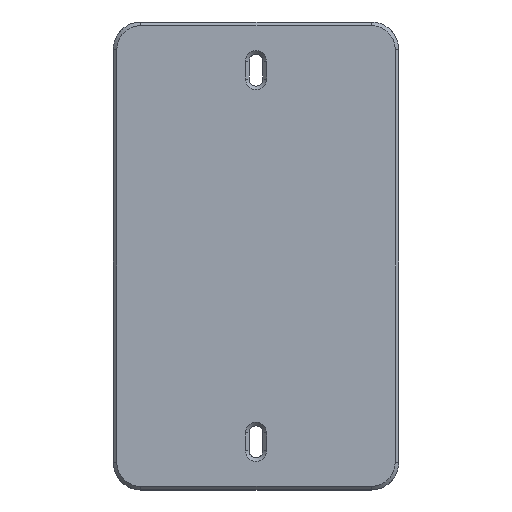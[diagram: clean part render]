
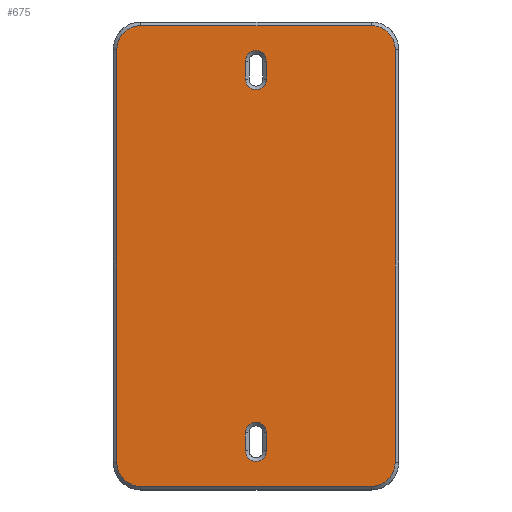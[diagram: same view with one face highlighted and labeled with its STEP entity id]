
A CAD part, top view. The second image highlights one B-rep face of the part: STEP entity #675.
In plain terms, the highlighted free-form (B-spline) face has degree [1, 1] with [2, 2] control points.
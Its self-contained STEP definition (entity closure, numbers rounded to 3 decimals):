
#450 = VERTEX_POINT('',#451);
#451 = CARTESIAN_POINT('',(-41.507,-61.529,
    36.984));
#456 = EDGE_CURVE('',#450,#457,#459,.T.);
#457 = VERTEX_POINT('',#458);
#458 = CARTESIAN_POINT('',(-41.507,61.529,
    36.984));
#459 = B_SPLINE_CURVE_WITH_KNOTS('',1,(#460,#461),.UNSPECIFIED.,.F.,.F.,
  (2,2),(-72.475,20.025),.PIECEWISE_BEZIER_KNOTS.);
#460 = CARTESIAN_POINT('',(-41.507,-61.529,
    36.984));
#461 = CARTESIAN_POINT('',(-41.507,61.529,
    36.984));
#480 = VERTEX_POINT('',#481);
#481 = CARTESIAN_POINT('',(-34.323,-68.713,
    36.984));
#486 = EDGE_CURVE('',#480,#450,#487,.T.);
#487 = ( BOUNDED_CURVE() B_SPLINE_CURVE(2,(#488,#489,#490),
.UNSPECIFIED.,.F.,.F.) B_SPLINE_CURVE_WITH_KNOTS((3,3),(5.498,
7.069),.PIECEWISE_BEZIER_KNOTS.) CURVE() 
GEOMETRIC_REPRESENTATION_ITEM() RATIONAL_B_SPLINE_CURVE((1.,
0.707,1.)) REPRESENTATION_ITEM('') );
#488 = CARTESIAN_POINT('',(-34.323,-68.713,
    36.984));
#489 = CARTESIAN_POINT('',(-41.507,-68.713,
    36.984));
#490 = CARTESIAN_POINT('',(-41.507,-61.529,
    36.984));
#503 = VERTEX_POINT('',#504);
#504 = CARTESIAN_POINT('',(34.323,-68.713,
    36.984));
#509 = EDGE_CURVE('',#503,#480,#510,.T.);
#510 = B_SPLINE_CURVE_WITH_KNOTS('',1,(#511,#512),.UNSPECIFIED.,.F.,.F.,
  (2,2),(-41.8,9.8),.PIECEWISE_BEZIER_KNOTS.);
#511 = CARTESIAN_POINT('',(34.323,-68.713,
    36.984));
#512 = CARTESIAN_POINT('',(-34.323,-68.713,
    36.984));
#534 = VERTEX_POINT('',#535);
#535 = CARTESIAN_POINT('',(41.507,-61.529,
    36.984));
#540 = EDGE_CURVE('',#534,#503,#541,.T.);
#541 = ( BOUNDED_CURVE() B_SPLINE_CURVE(2,(#542,#543,#544),
.UNSPECIFIED.,.F.,.F.) B_SPLINE_CURVE_WITH_KNOTS((3,3),(5.498,
7.069),.PIECEWISE_BEZIER_KNOTS.) CURVE() 
GEOMETRIC_REPRESENTATION_ITEM() RATIONAL_B_SPLINE_CURVE((1.,
0.707,1.)) REPRESENTATION_ITEM('') );
#542 = CARTESIAN_POINT('',(41.507,-61.529,
    36.984));
#543 = CARTESIAN_POINT('',(41.507,-68.713,
    36.984));
#544 = CARTESIAN_POINT('',(34.323,-68.713,
    36.984));
#559 = VERTEX_POINT('',#560);
#560 = CARTESIAN_POINT('',(41.507,61.529,
    36.984));
#565 = EDGE_CURVE('',#559,#534,#566,.T.);
#566 = B_SPLINE_CURVE_WITH_KNOTS('',1,(#567,#568),.UNSPECIFIED.,.F.,.F.,
  (2,2),(-72.475,20.025),.PIECEWISE_BEZIER_KNOTS.);
#567 = CARTESIAN_POINT('',(41.507,61.529,
    36.984));
#568 = CARTESIAN_POINT('',(41.507,-61.529,
    36.984));
#594 = VERTEX_POINT('',#595);
#595 = CARTESIAN_POINT('',(34.323,68.713,
    36.984));
#600 = EDGE_CURVE('',#594,#559,#601,.T.);
#601 = ( BOUNDED_CURVE() B_SPLINE_CURVE(2,(#602,#603,#604),
.UNSPECIFIED.,.F.,.F.) B_SPLINE_CURVE_WITH_KNOTS((3,3),(5.498,
7.069),.PIECEWISE_BEZIER_KNOTS.) CURVE() 
GEOMETRIC_REPRESENTATION_ITEM() RATIONAL_B_SPLINE_CURVE((1.,
0.707,1.)) REPRESENTATION_ITEM('') );
#602 = CARTESIAN_POINT('',(34.323,68.713,
    36.984));
#603 = CARTESIAN_POINT('',(41.507,68.713,
    36.984));
#604 = CARTESIAN_POINT('',(41.507,61.529,
    36.984));
#617 = VERTEX_POINT('',#618);
#618 = CARTESIAN_POINT('',(-34.323,68.713,
    36.984));
#623 = EDGE_CURVE('',#617,#594,#624,.T.);
#624 = B_SPLINE_CURVE_WITH_KNOTS('',1,(#625,#626),.UNSPECIFIED.,.F.,.F.,
  (2,2),(-41.8,9.8),.PIECEWISE_BEZIER_KNOTS.);
#625 = CARTESIAN_POINT('',(-34.323,68.713,
    36.984));
#626 = CARTESIAN_POINT('',(34.323,68.713,
    36.984));
#645 = EDGE_CURVE('',#457,#617,#646,.T.);
#646 = ( BOUNDED_CURVE() B_SPLINE_CURVE(2,(#647,#648,#649),
.UNSPECIFIED.,.F.,.F.) B_SPLINE_CURVE_WITH_KNOTS((3,3),(5.498,
7.069),.PIECEWISE_BEZIER_KNOTS.) CURVE() 
GEOMETRIC_REPRESENTATION_ITEM() RATIONAL_B_SPLINE_CURVE((1.,
0.707,1.)) REPRESENTATION_ITEM('') );
#647 = CARTESIAN_POINT('',(-41.507,61.529,
    36.984));
#648 = CARTESIAN_POINT('',(-41.507,68.713,
    36.984));
#649 = CARTESIAN_POINT('',(-34.323,68.713,
    36.984));
#675 = ADVANCED_FACE('',(#676,#686,#722),#758,.T.);
#676 = FACE_BOUND('',#677,.T.);
#677 = EDGE_LOOP('',(#678,#679,#680,#681,#682,#683,#684,#685));
#678 = ORIENTED_EDGE('',*,*,#456,.F.);
#679 = ORIENTED_EDGE('',*,*,#486,.F.);
#680 = ORIENTED_EDGE('',*,*,#509,.F.);
#681 = ORIENTED_EDGE('',*,*,#540,.F.);
#682 = ORIENTED_EDGE('',*,*,#565,.F.);
#683 = ORIENTED_EDGE('',*,*,#600,.F.);
#684 = ORIENTED_EDGE('',*,*,#623,.F.);
#685 = ORIENTED_EDGE('',*,*,#645,.F.);
#686 = FACE_BOUND('',#687,.T.);
#687 = EDGE_LOOP('',(#688,#697,#707,#714));
#688 = ORIENTED_EDGE('',*,*,#689,.F.);
#689 = EDGE_CURVE('',#690,#692,#694,.T.);
#690 = VERTEX_POINT('',#691);
#691 = CARTESIAN_POINT('',(-3.14,58.07,
    36.984));
#692 = VERTEX_POINT('',#693);
#693 = CARTESIAN_POINT('',(-3.14,52.749,
    36.984));
#694 = B_SPLINE_CURVE_WITH_KNOTS('',1,(#695,#696),.UNSPECIFIED.,.F.,.F.,
  (2,2),(-23.825,-19.825),.PIECEWISE_BEZIER_KNOTS.);
#695 = CARTESIAN_POINT('',(-3.14,58.07,
    36.984));
#696 = CARTESIAN_POINT('',(-3.14,52.749,
    36.984));
#697 = ORIENTED_EDGE('',*,*,#698,.F.);
#698 = EDGE_CURVE('',#699,#690,#701,.T.);
#699 = VERTEX_POINT('',#700);
#700 = CARTESIAN_POINT('',(3.14,58.07,36.984
    ));
#701 = ( BOUNDED_CURVE() B_SPLINE_CURVE(2,(#702,#703,#704,#705,#706),
.UNSPECIFIED.,.F.,.F.) B_SPLINE_CURVE_WITH_KNOTS((3,2,3),(0.,
1.571,3.142),.PIECEWISE_BEZIER_KNOTS.) CURVE() 
GEOMETRIC_REPRESENTATION_ITEM() RATIONAL_B_SPLINE_CURVE((1.,
0.707,1.,0.707,1.)) REPRESENTATION_ITEM('') );
#702 = CARTESIAN_POINT('',(3.14,58.07,36.984
    ));
#703 = CARTESIAN_POINT('',(3.14,61.21,36.984
    ));
#704 = CARTESIAN_POINT('',(0.,61.21,
    36.984));
#705 = CARTESIAN_POINT('',(-3.14,61.21,
    36.984));
#706 = CARTESIAN_POINT('',(-3.14,58.07,
    36.984));
#707 = ORIENTED_EDGE('',*,*,#708,.F.);
#708 = EDGE_CURVE('',#709,#699,#711,.T.);
#709 = VERTEX_POINT('',#710);
#710 = CARTESIAN_POINT('',(3.14,52.749,36.984
    ));
#711 = B_SPLINE_CURVE_WITH_KNOTS('',1,(#712,#713),.UNSPECIFIED.,.F.,.F.,
  (2,2),(17.825,21.825),.PIECEWISE_BEZIER_KNOTS.);
#712 = CARTESIAN_POINT('',(3.14,52.749,36.984
    ));
#713 = CARTESIAN_POINT('',(3.14,58.07,36.984
    ));
#714 = ORIENTED_EDGE('',*,*,#715,.F.);
#715 = EDGE_CURVE('',#692,#709,#716,.T.);
#716 = ( BOUNDED_CURVE() B_SPLINE_CURVE(2,(#717,#718,#719,#720,#721),
.UNSPECIFIED.,.F.,.F.) B_SPLINE_CURVE_WITH_KNOTS((3,2,3),(3.142,
4.712,6.283),.PIECEWISE_BEZIER_KNOTS.) CURVE() 
GEOMETRIC_REPRESENTATION_ITEM() RATIONAL_B_SPLINE_CURVE((1.,
0.707,1.,0.707,1.)) REPRESENTATION_ITEM('') );
#717 = CARTESIAN_POINT('',(-3.14,52.749,
    36.984));
#718 = CARTESIAN_POINT('',(-3.14,49.609,
    36.984));
#719 = CARTESIAN_POINT('',(0.,49.609,
    36.984));
#720 = CARTESIAN_POINT('',(3.14,49.609,36.984
    ));
#721 = CARTESIAN_POINT('',(3.14,52.749,36.984
    ));
#722 = FACE_BOUND('',#723,.T.);
#723 = EDGE_LOOP('',(#724,#736,#743,#753));
#724 = ORIENTED_EDGE('',*,*,#725,.F.);
#725 = EDGE_CURVE('',#726,#728,#730,.T.);
#726 = VERTEX_POINT('',#727);
#727 = CARTESIAN_POINT('',(-3.14,-58.07,36.984
    ));
#728 = VERTEX_POINT('',#729);
#729 = CARTESIAN_POINT('',(3.14,-58.07,36.984)
  );
#730 = ( BOUNDED_CURVE() B_SPLINE_CURVE(2,(#731,#732,#733,#734,#735),
.UNSPECIFIED.,.F.,.F.) B_SPLINE_CURVE_WITH_KNOTS((3,2,3),(3.142,
4.712,6.283),.PIECEWISE_BEZIER_KNOTS.) CURVE() 
GEOMETRIC_REPRESENTATION_ITEM() RATIONAL_B_SPLINE_CURVE((1.,
0.707,1.,0.707,1.)) REPRESENTATION_ITEM('') );
#731 = CARTESIAN_POINT('',(-3.14,-58.07,36.984
    ));
#732 = CARTESIAN_POINT('',(-3.14,-61.21,
    36.984));
#733 = CARTESIAN_POINT('',(0.,-61.21,
    36.984));
#734 = CARTESIAN_POINT('',(3.14,-61.21,36.984
    ));
#735 = CARTESIAN_POINT('',(3.14,-58.07,36.984)
  );
#736 = ORIENTED_EDGE('',*,*,#737,.F.);
#737 = EDGE_CURVE('',#738,#726,#740,.T.);
#738 = VERTEX_POINT('',#739);
#739 = CARTESIAN_POINT('',(-3.14,-52.749,
    36.984));
#740 = B_SPLINE_CURVE_WITH_KNOTS('',1,(#741,#742),.UNSPECIFIED.,.F.,.F.,
  (2,2),(17.825,21.825),.PIECEWISE_BEZIER_KNOTS.);
#741 = CARTESIAN_POINT('',(-3.14,-52.749,
    36.984));
#742 = CARTESIAN_POINT('',(-3.14,-58.07,36.984
    ));
#743 = ORIENTED_EDGE('',*,*,#744,.F.);
#744 = EDGE_CURVE('',#745,#738,#747,.T.);
#745 = VERTEX_POINT('',#746);
#746 = CARTESIAN_POINT('',(3.14,-52.749,36.984
    ));
#747 = ( BOUNDED_CURVE() B_SPLINE_CURVE(2,(#748,#749,#750,#751,#752),
.UNSPECIFIED.,.F.,.F.) B_SPLINE_CURVE_WITH_KNOTS((3,2,3),(0.,
1.571,3.142),.PIECEWISE_BEZIER_KNOTS.) CURVE() 
GEOMETRIC_REPRESENTATION_ITEM() RATIONAL_B_SPLINE_CURVE((1.,
0.707,1.,0.707,1.)) REPRESENTATION_ITEM('') );
#748 = CARTESIAN_POINT('',(3.14,-52.749,36.984
    ));
#749 = CARTESIAN_POINT('',(3.14,-49.609,36.984
    ));
#750 = CARTESIAN_POINT('',(0.,-49.609,
    36.984));
#751 = CARTESIAN_POINT('',(-3.14,-49.609,
    36.984));
#752 = CARTESIAN_POINT('',(-3.14,-52.749,
    36.984));
#753 = ORIENTED_EDGE('',*,*,#754,.F.);
#754 = EDGE_CURVE('',#728,#745,#755,.T.);
#755 = B_SPLINE_CURVE_WITH_KNOTS('',1,(#756,#757),.UNSPECIFIED.,.F.,.F.,
  (2,2),(-23.825,-19.825),.PIECEWISE_BEZIER_KNOTS.);
#756 = CARTESIAN_POINT('',(3.14,-58.07,36.984)
  );
#757 = CARTESIAN_POINT('',(3.14,-52.749,36.984
    ));
#758 = B_SPLINE_SURFACE_WITH_KNOTS('',1,1,(
    (#759,#760)
    ,(#761,#762
    )),.UNSPECIFIED.,.F.,.F.,.F.,(2,2),(2,2),(-31.2,31.2),(-51.65,51.65)
  ,.PIECEWISE_BEZIER_KNOTS.);
#759 = CARTESIAN_POINT('',(-41.507,-68.713,
    36.984));
#760 = CARTESIAN_POINT('',(-41.507,68.713,
    36.984));
#761 = CARTESIAN_POINT('',(41.507,-68.713,
    36.984));
#762 = CARTESIAN_POINT('',(41.507,68.713,
    36.984));
